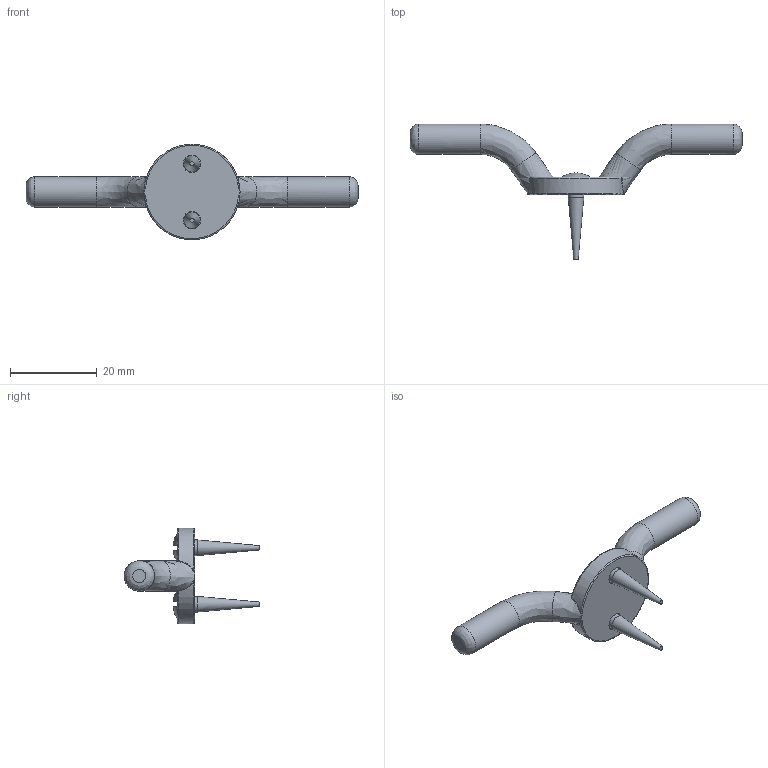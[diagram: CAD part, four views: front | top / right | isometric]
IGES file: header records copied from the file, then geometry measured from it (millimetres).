
Global section: file name: P4144-B; native system: Autodesk Inventor 2018; preprocessor: unknown; author: ashami; date: 20180911.115744; units: millimetre
Bounding box: 76.5 x 31.3 x 21.99 mm (x, y, z)
Volume: 4190.8 mm3; surface area: 2940.4 mm2
Topology: 3 solids, 3 shells, 72 faces, 188 edges, 118 vertices
Faces by surface type: bspline 72
